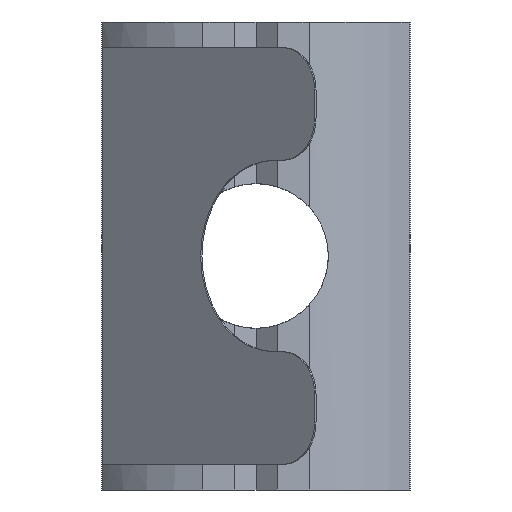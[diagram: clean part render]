
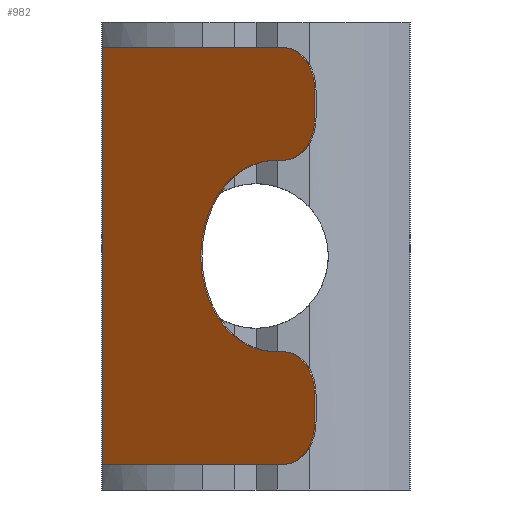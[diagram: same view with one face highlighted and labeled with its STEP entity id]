
A CAD part, front view. The second image highlights one B-rep face of the part: STEP entity #982.
In plain terms, the highlighted planar face has unit normal (-0.643, -0.766, 0).
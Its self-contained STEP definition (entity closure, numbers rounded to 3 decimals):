
#2 = CARTESIAN_POINT ( 'NONE',  ( -7.2, -3.5, -9.8 ) ) ;
#4 = ORIENTED_EDGE ( 'NONE', *, *, #446, .T. ) ;
#6 = VERTEX_POINT ( 'NONE', #308 ) ;
#13 = CIRCLE ( 'NONE', #1385, 4.5 ) ;
#14 = DIRECTION ( 'NONE',  ( 0.766, -0.643, 0. ) ) ;
#63 = CIRCLE ( 'NONE', #913, 2. ) ;
#75 = PLANE ( 'NONE',  #552 ) ;
#92 = CARTESIAN_POINT ( 'NONE',  ( 1.226, -10.571, 4.5 ) ) ;
#120 = ORIENTED_EDGE ( 'NONE', *, *, #429, .F. ) ;
#127 = LINE ( 'NONE', #660, #422 ) ;
#149 = CARTESIAN_POINT ( 'NONE',  ( 1.226, -10.571, -6.5 ) ) ;
#194 = CARTESIAN_POINT ( 'NONE',  ( 0.843, -10.249, 0. ) ) ;
#209 = VERTEX_POINT ( 'NONE', #92 ) ;
#213 = VERTEX_POINT ( 'NONE', #972 ) ;
#220 = VECTOR ( 'NONE', #489, 1000. ) ;
#234 = CARTESIAN_POINT ( 'NONE',  ( -7.2, -3.5, -9.8 ) ) ;
#238 = ORIENTED_EDGE ( 'NONE', *, *, #607, .F. ) ;
#263 = VERTEX_POINT ( 'NONE', #617 ) ;
#264 = DIRECTION ( 'NONE',  ( 0.766, -0.643, 0. ) ) ;
#272 = VECTOR ( 'NONE', #526, 1000. ) ;
#275 = AXIS2_PLACEMENT_3D ( 'NONE', #276, #1154, #412 ) ;
#276 = CARTESIAN_POINT ( 'NONE',  ( 1.226, -10.571, 7.8 ) ) ;
#280 = EDGE_CURVE ( 'NONE', #1218, #213, #898, .T. ) ;
#288 = ORIENTED_EDGE ( 'NONE', *, *, #280, .F. ) ;
#308 = CARTESIAN_POINT ( 'NONE',  ( 0.843, -10.249, 4.5 ) ) ;
#327 = DIRECTION ( 'NONE',  ( 0.766, -0.643, 0. ) ) ;
#334 = VERTEX_POINT ( 'NONE', #1244 ) ;
#367 = VECTOR ( 'NONE', #514, 1000. ) ;
#373 = EDGE_CURVE ( 'NONE', #1034, #263, #1346, .T. ) ;
#390 = EDGE_CURVE ( 'NONE', #641, #677, #63, .T. ) ;
#407 = EDGE_CURVE ( 'NONE', #334, #677, #985, .T. ) ;
#412 = DIRECTION ( 'NONE',  ( 0.766, -0.643, 0. ) ) ;
#422 = VECTOR ( 'NONE', #786, 1000. ) ;
#429 = EDGE_CURVE ( 'NONE', #1325, #334, #13, .T. ) ;
#433 = EDGE_CURVE ( 'NONE', #209, #6, #952, .T. ) ;
#446 = EDGE_CURVE ( 'NONE', #209, #1034, #624, .T. ) ;
#455 = EDGE_CURVE ( 'NONE', #263, #1195, #586, .T. ) ;
#460 = DIRECTION ( 'NONE',  ( -0.643, -0.766, 0. ) ) ;
#464 = EDGE_CURVE ( 'NONE', #213, #1195, #1558, .T. ) ;
#467 = EDGE_CURVE ( 'NONE', #1218, #1426, #1231, .T. ) ;
#489 = DIRECTION ( 'NONE',  ( 0., 0., 1. ) ) ;
#514 = DIRECTION ( 'NONE',  ( 0., 0., 1. ) ) ;
#522 = CARTESIAN_POINT ( 'NONE',  ( -7.2, -3.5, -4.5 ) ) ;
#526 = DIRECTION ( 'NONE',  ( -0.766, 0.643, 0. ) ) ;
#532 = DIRECTION ( 'NONE',  ( -0.643, -0.766, 0. ) ) ;
#541 = CARTESIAN_POINT ( 'NONE',  ( -7.2, -3.5, -9.8 ) ) ;
#552 = AXIS2_PLACEMENT_3D ( 'NONE', #1199, #460, #1320 ) ;
#554 = CARTESIAN_POINT ( 'NONE',  ( 1.226, -10.571, -9.8 ) ) ;
#583 = DIRECTION ( 'NONE',  ( -0.643, -0.766, 0. ) ) ;
#586 = CIRCLE ( 'NONE', #275, 2. ) ;
#599 = ORIENTED_EDGE ( 'NONE', *, *, #455, .T. ) ;
#607 = EDGE_CURVE ( 'NONE', #6, #1325, #1559, .T. ) ;
#608 = EDGE_CURVE ( 'NONE', #1426, #723, #1267, .T. ) ;
#617 = CARTESIAN_POINT ( 'NONE',  ( 2.759, -11.856, 7.8 ) ) ;
#624 = CIRCLE ( 'NONE', #1363, 2. ) ;
#639 = CARTESIAN_POINT ( 'NONE',  ( 1.226, -10.571, 9.8 ) ) ;
#640 = CARTESIAN_POINT ( 'NONE',  ( 1.226, -10.571, -4.5 ) ) ;
#641 = VERTEX_POINT ( 'NONE', #1353 ) ;
#660 = CARTESIAN_POINT ( 'NONE',  ( 2.759, -11.856, -9.8 ) ) ;
#661 = ORIENTED_EDGE ( 'NONE', *, *, #390, .T. ) ;
#670 = DIRECTION ( 'NONE',  ( 0.766, -0.643, 0. ) ) ;
#677 = VERTEX_POINT ( 'NONE', #640 ) ;
#696 = ORIENTED_EDGE ( 'NONE', *, *, #407, .F. ) ;
#723 = VERTEX_POINT ( 'NONE', #1259 ) ;
#726 = ORIENTED_EDGE ( 'NONE', *, *, #467, .T. ) ;
#737 = EDGE_CURVE ( 'NONE', #723, #641, #127, .T. ) ;
#774 = ORIENTED_EDGE ( 'NONE', *, *, #373, .T. ) ;
#785 = DIRECTION ( 'NONE',  ( -0.643, -0.766, 0. ) ) ;
#786 = DIRECTION ( 'NONE',  ( 0., 0., 1. ) ) ;
#834 = FACE_OUTER_BOUND ( 'NONE', #1306, .T. ) ;
#842 = ORIENTED_EDGE ( 'NONE', *, *, #464, .F. ) ;
#876 = VECTOR ( 'NONE', #670, 1000. ) ;
#898 = LINE ( 'NONE', #234, #220 ) ;
#903 = CARTESIAN_POINT ( 'NONE',  ( -7.2, -3.5, 4.5 ) ) ;
#910 = CARTESIAN_POINT ( 'NONE',  ( -7.2, -3.5, 9.8 ) ) ;
#913 = AXIS2_PLACEMENT_3D ( 'NONE', #149, #1016, #264 ) ;
#952 = LINE ( 'NONE', #903, #272 ) ;
#965 = AXIS2_PLACEMENT_3D ( 'NONE', #1316, #583, #1423 ) ;
#972 = CARTESIAN_POINT ( 'NONE',  ( -7.2, -3.5, 9.8 ) ) ;
#982 = ADVANCED_FACE ( 'NONE', ( #834 ), #75, .T. ) ;
#985 = LINE ( 'NONE', #522, #1264 ) ;
#1016 = DIRECTION ( 'NONE',  ( -0.643, -0.766, 0. ) ) ;
#1026 = DIRECTION ( 'NONE',  ( 0.766, -0.643, 0. ) ) ;
#1034 = VERTEX_POINT ( 'NONE', #1082 ) ;
#1068 = DIRECTION ( 'NONE',  ( -0.643, -0.766, 0. ) ) ;
#1070 = ORIENTED_EDGE ( 'NONE', *, *, #608, .T. ) ;
#1082 = CARTESIAN_POINT ( 'NONE',  ( 2.759, -11.856, 6.5 ) ) ;
#1118 = AXIS2_PLACEMENT_3D ( 'NONE', #194, #1068, #327 ) ;
#1154 = DIRECTION ( 'NONE',  ( -0.643, -0.766, 0. ) ) ;
#1195 = VERTEX_POINT ( 'NONE', #639 ) ;
#1199 = CARTESIAN_POINT ( 'NONE',  ( -7.2, -3.5, -9.8 ) ) ;
#1218 = VERTEX_POINT ( 'NONE', #2 ) ;
#1231 = LINE ( 'NONE', #541, #876 ) ;
#1244 = CARTESIAN_POINT ( 'NONE',  ( 0.843, -10.249, -4.5 ) ) ;
#1252 = DIRECTION ( 'NONE',  ( 0.766, -0.643, 0. ) ) ;
#1259 = CARTESIAN_POINT ( 'NONE',  ( 2.759, -11.856, -7.8 ) ) ;
#1264 = VECTOR ( 'NONE', #1252, 1000. ) ;
#1266 = CARTESIAN_POINT ( 'NONE',  ( 1.226, -10.571, 6.5 ) ) ;
#1267 = CIRCLE ( 'NONE', #965, 2. ) ;
#1306 = EDGE_LOOP ( 'NONE', ( #1486, #661, #696, #120, #238, #1341, #4, #774, #599, #842, #288, #726, #1070 ) ) ;
#1316 = CARTESIAN_POINT ( 'NONE',  ( 1.226, -10.571, -7.8 ) ) ;
#1320 = DIRECTION ( 'NONE',  ( 0.766, -0.643, 0. ) ) ;
#1325 = VERTEX_POINT ( 'NONE', #1390 ) ;
#1341 = ORIENTED_EDGE ( 'NONE', *, *, #433, .F. ) ;
#1346 = LINE ( 'NONE', #1478, #367 ) ;
#1353 = CARTESIAN_POINT ( 'NONE',  ( 2.759, -11.856, -6.5 ) ) ;
#1363 = AXIS2_PLACEMENT_3D ( 'NONE', #1266, #532, #1382 ) ;
#1382 = DIRECTION ( 'NONE',  ( 0.766, -0.643, 0. ) ) ;
#1385 = AXIS2_PLACEMENT_3D ( 'NONE', #1483, #785, #14 ) ;
#1390 = CARTESIAN_POINT ( 'NONE',  ( -2.604, -7.357, 0. ) ) ;
#1423 = DIRECTION ( 'NONE',  ( 0.766, -0.643, 0. ) ) ;
#1426 = VERTEX_POINT ( 'NONE', #554 ) ;
#1478 = CARTESIAN_POINT ( 'NONE',  ( 2.759, -11.856, -9.8 ) ) ;
#1483 = CARTESIAN_POINT ( 'NONE',  ( 0.843, -10.249, 0. ) ) ;
#1486 = ORIENTED_EDGE ( 'NONE', *, *, #737, .T. ) ;
#1493 = VECTOR ( 'NONE', #1026, 1000. ) ;
#1558 = LINE ( 'NONE', #910, #1493 ) ;
#1559 = CIRCLE ( 'NONE', #1118, 4.5 ) ;
